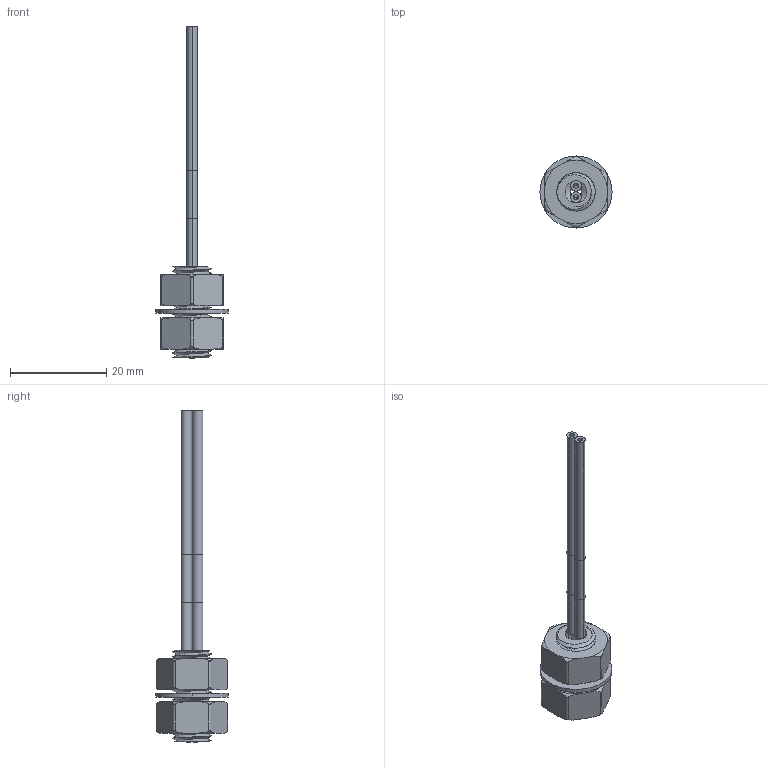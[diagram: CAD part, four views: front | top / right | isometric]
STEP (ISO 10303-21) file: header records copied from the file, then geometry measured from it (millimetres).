
FILE_DESCRIPTION((''),'2;1');
FILE_NAME('193384_ASM','2016-03-03T',('pdmadmin'),(''),'PRO/ENGINEER BY PARAMETRIC TECHNOLOGY CORPORATION, 2013230','PRO/ENGINEER BY PARAMETRIC TECHNOLOGY CORPORATION, 2013230','');
FILE_SCHEMA(('CONFIG_CONTROL_DESIGN'));
Products named in the file (8): 66746_AF0; 66747_AF0; 36429_M8_ITLW__AF0; 66747_AF1; 10140; FIBER_CORE_1MM; 74704_ASM; 193384_ASM
Assembly tree (9 placements, depth 3):
  193384_ASM
    74704_ASM
      66746_AF0
      66747_AF0
      36429_M8_ITLW__AF0
      66747_AF1
      10140  x2
      FIBER_CORE_1MM  x2
Bounding box: 15 x 15 x 69.05 mm (x, y, z)
Volume: 2395 mm3; surface area: 4709.8 mm2
Topology: 8 solids, 12 shells, 198 faces, 517 edges, 335 vertices
Faces by surface type: cylinder 104, plane 44, torus 24, bspline 20, cone 6
Entity records: 11453 total; most frequent: CARTESIAN_POINT 7027, ORIENTED_EDGE 942, DIRECTION 805, EDGE_CURVE 477, VERTEX_POINT 311, AXIS2_PLACEMENT_3D 307, VECTOR 191, LINE 191
